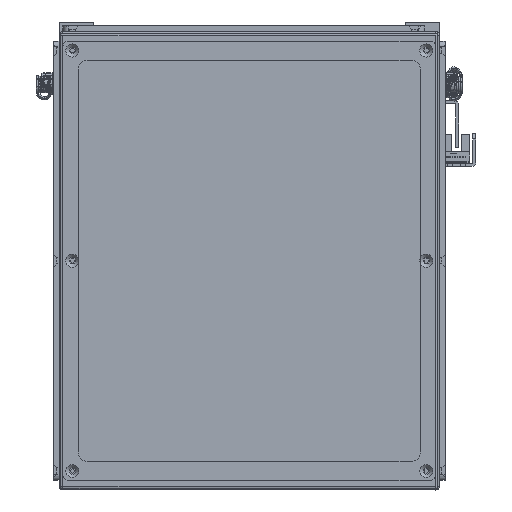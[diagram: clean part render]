
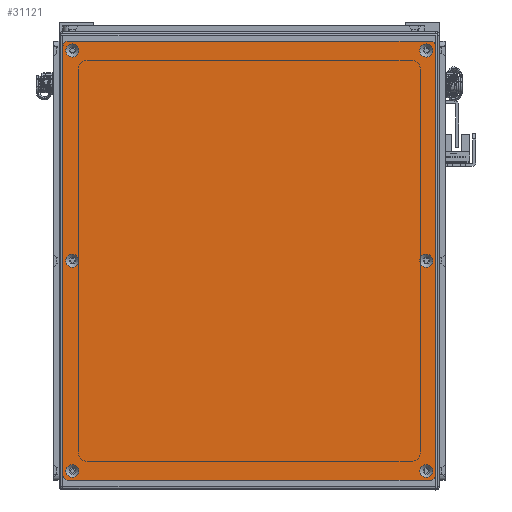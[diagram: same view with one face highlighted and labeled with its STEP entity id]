
A CAD part, front view. The second image highlights one B-rep face of the part: STEP entity #31121.
In plain terms, the highlighted planar face has unit normal (0, -1, 0).
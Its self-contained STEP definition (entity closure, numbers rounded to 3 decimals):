
#1038=FACE_BOUND('',#7739,.T.);
#1039=FACE_BOUND('',#7740,.T.);
#1040=FACE_BOUND('',#7741,.T.);
#1041=FACE_BOUND('',#7742,.T.);
#1042=FACE_BOUND('',#7743,.T.);
#1043=FACE_BOUND('',#7744,.T.);
#3308=CIRCLE('',#34563,3.45);
#3311=CIRCLE('',#34568,3.45);
#3314=CIRCLE('',#34573,3.45);
#3317=CIRCLE('',#34578,3.45);
#3320=CIRCLE('',#34583,3.45);
#3323=CIRCLE('',#34588,3.45);
#3326=CIRCLE('',#34593,3.);
#3328=CIRCLE('',#34596,3.);
#3329=CIRCLE('',#34597,3.);
#3330=CIRCLE('',#34598,3.);
#5728=FACE_OUTER_BOUND('',#7738,.T.);
#7738=EDGE_LOOP('',(#28643,#28644,#28645,#28646,#28647,#28648,#28649,#28650));
#7739=EDGE_LOOP('',(#28651));
#7740=EDGE_LOOP('',(#28652));
#7741=EDGE_LOOP('',(#28653));
#7742=EDGE_LOOP('',(#28654));
#7743=EDGE_LOOP('',(#28655));
#7744=EDGE_LOOP('',(#28656));
#10291=LINE('',#55022,#12829);
#10292=LINE('',#55026,#12830);
#10293=LINE('',#55030,#12831);
#10294=LINE('',#55033,#12832);
#12829=VECTOR('',#43317,10.);
#12830=VECTOR('',#43320,10.);
#12831=VECTOR('',#43323,10.);
#12832=VECTOR('',#43326,10.);
#15713=VERTEX_POINT('',#54952);
#15716=VERTEX_POINT('',#54962);
#15719=VERTEX_POINT('',#54972);
#15722=VERTEX_POINT('',#54982);
#15725=VERTEX_POINT('',#54992);
#15728=VERTEX_POINT('',#55002);
#15731=VERTEX_POINT('',#55012);
#15732=VERTEX_POINT('',#55013);
#15735=VERTEX_POINT('',#55021);
#15736=VERTEX_POINT('',#55023);
#15737=VERTEX_POINT('',#55025);
#15738=VERTEX_POINT('',#55027);
#15739=VERTEX_POINT('',#55029);
#15740=VERTEX_POINT('',#55031);
#20019=EDGE_CURVE('',#15713,#15713,#3308,.T.);
#20024=EDGE_CURVE('',#15716,#15716,#3311,.T.);
#20029=EDGE_CURVE('',#15719,#15719,#3314,.T.);
#20034=EDGE_CURVE('',#15722,#15722,#3317,.T.);
#20039=EDGE_CURVE('',#15725,#15725,#3320,.T.);
#20044=EDGE_CURVE('',#15728,#15728,#3323,.T.);
#20049=EDGE_CURVE('',#15731,#15732,#3326,.T.);
#20053=EDGE_CURVE('',#15731,#15735,#10291,.T.);
#20054=EDGE_CURVE('',#15736,#15735,#3328,.T.);
#20055=EDGE_CURVE('',#15736,#15737,#10292,.T.);
#20056=EDGE_CURVE('',#15738,#15737,#3329,.T.);
#20057=EDGE_CURVE('',#15738,#15739,#10293,.T.);
#20058=EDGE_CURVE('',#15740,#15739,#3330,.T.);
#20059=EDGE_CURVE('',#15740,#15732,#10294,.T.);
#28643=ORIENTED_EDGE('',*,*,#20049,.F.);
#28644=ORIENTED_EDGE('',*,*,#20053,.T.);
#28645=ORIENTED_EDGE('',*,*,#20054,.F.);
#28646=ORIENTED_EDGE('',*,*,#20055,.T.);
#28647=ORIENTED_EDGE('',*,*,#20056,.F.);
#28648=ORIENTED_EDGE('',*,*,#20057,.T.);
#28649=ORIENTED_EDGE('',*,*,#20058,.F.);
#28650=ORIENTED_EDGE('',*,*,#20059,.T.);
#28651=ORIENTED_EDGE('',*,*,#20019,.T.);
#28652=ORIENTED_EDGE('',*,*,#20024,.T.);
#28653=ORIENTED_EDGE('',*,*,#20029,.T.);
#28654=ORIENTED_EDGE('',*,*,#20034,.T.);
#28655=ORIENTED_EDGE('',*,*,#20039,.T.);
#28656=ORIENTED_EDGE('',*,*,#20044,.T.);
#29577=PLANE('',#34595);
#31121=ADVANCED_FACE('',(#5728,#1038,#1039,#1040,#1041,#1042,#1043),#29577,
 .T.);
#34563=AXIS2_PLACEMENT_3D('',#54953,#43237,#43238);
#34568=AXIS2_PLACEMENT_3D('',#54963,#43249,#43250);
#34573=AXIS2_PLACEMENT_3D('',#54973,#43261,#43262);
#34578=AXIS2_PLACEMENT_3D('',#54983,#43273,#43274);
#34583=AXIS2_PLACEMENT_3D('',#54993,#43285,#43286);
#34588=AXIS2_PLACEMENT_3D('',#55003,#43297,#43298);
#34593=AXIS2_PLACEMENT_3D('',#55014,#43309,#43310);
#34595=AXIS2_PLACEMENT_3D('',#55020,#43315,#43316);
#34596=AXIS2_PLACEMENT_3D('',#55024,#43318,#43319);
#34597=AXIS2_PLACEMENT_3D('',#55028,#43321,#43322);
#34598=AXIS2_PLACEMENT_3D('',#55032,#43324,#43325);
#43237=DIRECTION('center_axis',(0.,1.,0.));
#43238=DIRECTION('ref_axis',(1.,0.,0.));
#43249=DIRECTION('center_axis',(0.,1.,0.));
#43250=DIRECTION('ref_axis',(1.,0.,0.));
#43261=DIRECTION('center_axis',(0.,1.,0.));
#43262=DIRECTION('ref_axis',(1.,0.,0.));
#43273=DIRECTION('center_axis',(0.,1.,0.));
#43274=DIRECTION('ref_axis',(1.,0.,0.));
#43285=DIRECTION('center_axis',(0.,1.,0.));
#43286=DIRECTION('ref_axis',(1.,0.,0.));
#43297=DIRECTION('center_axis',(0.,1.,0.));
#43298=DIRECTION('ref_axis',(1.,0.,0.));
#43309=DIRECTION('center_axis',(0.,1.,0.));
#43310=DIRECTION('ref_axis',(-0.707,0.,0.707));
#43315=DIRECTION('center_axis',(0.,-1.,0.));
#43316=DIRECTION('ref_axis',(0.,0.,-1.));
#43317=DIRECTION('',(0.,0.,-1.));
#43318=DIRECTION('center_axis',(0.,1.,0.));
#43319=DIRECTION('ref_axis',(-0.707,0.,-0.707));
#43320=DIRECTION('',(1.,0.,0.));
#43321=DIRECTION('center_axis',(0.,1.,0.));
#43322=DIRECTION('ref_axis',(0.707,0.,-0.707));
#43323=DIRECTION('',(0.,0.,1.));
#43324=DIRECTION('center_axis',(0.,1.,0.));
#43325=DIRECTION('ref_axis',(0.707,0.,0.707));
#43326=DIRECTION('',(-1.,0.,0.));
#54952=CARTESIAN_POINT('',(107.05,-1.5,93.));
#54953=CARTESIAN_POINT('Origin',(110.5,-1.5,93.));
#54962=CARTESIAN_POINT('',(-3.45,-1.5,93.));
#54963=CARTESIAN_POINT('Origin',(0.,-1.5,93.));
#54972=CARTESIAN_POINT('',(-113.95,-1.5,93.));
#54973=CARTESIAN_POINT('Origin',(-110.5,-1.5,93.));
#54982=CARTESIAN_POINT('',(-113.95,-1.5,-93.));
#54983=CARTESIAN_POINT('Origin',(-110.5,-1.5,-93.));
#54992=CARTESIAN_POINT('',(-3.45,-1.5,-93.));
#54993=CARTESIAN_POINT('Origin',(0.,-1.5,-93.));
#55002=CARTESIAN_POINT('',(107.05,-1.5,-93.));
#55003=CARTESIAN_POINT('Origin',(110.5,-1.5,-93.));
#55012=CARTESIAN_POINT('',(-115.5,-1.5,95.));
#55013=CARTESIAN_POINT('',(-112.5,-1.5,98.));
#55014=CARTESIAN_POINT('Origin',(-112.5,-1.5,95.));
#55020=CARTESIAN_POINT('Origin',(0.,-1.5,0.));
#55021=CARTESIAN_POINT('',(-115.5,-1.5,-95.));
#55022=CARTESIAN_POINT('',(-115.5,-1.5,98.));
#55023=CARTESIAN_POINT('',(-112.5,-1.5,-98.));
#55024=CARTESIAN_POINT('Origin',(-112.5,-1.5,-95.));
#55025=CARTESIAN_POINT('',(112.5,-1.5,-98.));
#55026=CARTESIAN_POINT('',(-115.5,-1.5,-98.));
#55027=CARTESIAN_POINT('',(115.5,-1.5,-95.));
#55028=CARTESIAN_POINT('Origin',(112.5,-1.5,-95.));
#55029=CARTESIAN_POINT('',(115.5,-1.5,95.));
#55030=CARTESIAN_POINT('',(115.5,-1.5,-98.));
#55031=CARTESIAN_POINT('',(112.5,-1.5,98.));
#55032=CARTESIAN_POINT('Origin',(112.5,-1.5,95.));
#55033=CARTESIAN_POINT('',(115.5,-1.5,98.));
